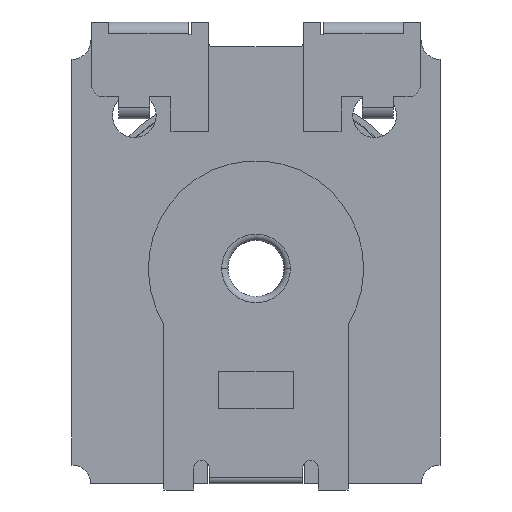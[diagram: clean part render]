
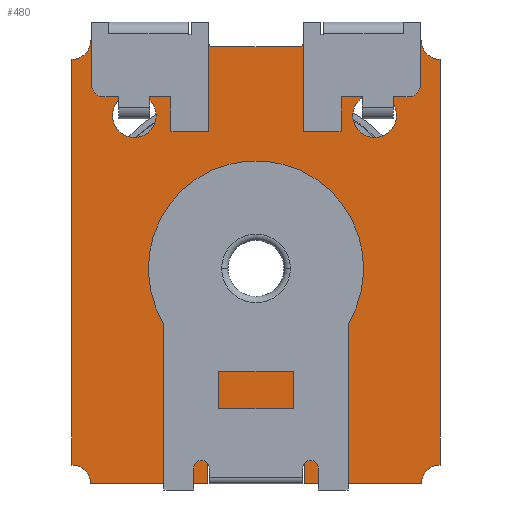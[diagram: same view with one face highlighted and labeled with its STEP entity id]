
A CAD part, front view. The second image highlights one B-rep face of the part: STEP entity #480.
In plain terms, the highlighted planar face has unit normal (0, -1, 0).
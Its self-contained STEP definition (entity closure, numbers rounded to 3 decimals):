
#7=CARTESIAN_POINT('',(-0.991,0.,1.245));
#8=DIRECTION('',(0.,-1.,0.));
#9=DIRECTION('',(1.,0.,0.));
#10=AXIS2_PLACEMENT_3D('',#7,#8,#9);
#12=CARTESIAN_POINT('',(-0.991,0.,1.245));
#13=DIRECTION('',(0.,-1.,0.));
#14=DIRECTION('',(-1.,0.,0.));
#15=AXIS2_PLACEMENT_3D('',#12,#13,#14);
#17=CARTESIAN_POINT('',(0.965,0.,1.245));
#18=DIRECTION('',(0.,-1.,0.));
#19=DIRECTION('',(1.,0.,0.));
#20=AXIS2_PLACEMENT_3D('',#17,#18,#19);
#22=CARTESIAN_POINT('',(0.965,0.,1.245));
#23=DIRECTION('',(0.,-1.,0.));
#24=DIRECTION('',(-1.,0.,0.));
#25=AXIS2_PLACEMENT_3D('',#22,#23,#24);
#27=DIRECTION('',(-1.,0.,0.));
#28=VECTOR('',#27,0.686);
#29=CARTESIAN_POINT('',(0.343,0.,1.803));
#30=LINE('',#29,#28);
#31=DIRECTION('',(1.,0.,0.));
#32=VECTOR('',#31,0.953);
#33=CARTESIAN_POINT('',(0.394,0.,1.854));
#34=LINE('',#33,#32);
#35=CARTESIAN_POINT('',(1.499,0.,1.854));
#36=DIRECTION('',(0.,-1.,0.));
#37=DIRECTION('',(-1.,0.,0.));
#38=AXIS2_PLACEMENT_3D('',#35,#36,#37);
#40=DIRECTION('',(0.,0.,-1.));
#41=VECTOR('',#40,3.302);
#42=CARTESIAN_POINT('',(1.499,0.,1.702));
#43=LINE('',#42,#41);
#44=CARTESIAN_POINT('',(1.499,0.,-1.753));
#45=DIRECTION('',(0.,-1.,0.));
#46=DIRECTION('',(0.,0.,1.));
#47=AXIS2_PLACEMENT_3D('',#44,#45,#46);
#49=DIRECTION('',(-1.,0.,0.));
#50=VECTOR('',#49,0.953);
#51=CARTESIAN_POINT('',(1.346,0.,-1.753));
#52=LINE('',#51,#50);
#53=DIRECTION('',(0.,0.,1.));
#54=VECTOR('',#53,0.203);
#55=CARTESIAN_POINT('',(0.394,0.,-1.753));
#56=LINE('',#55,#54);
#57=DIRECTION('',(1.,0.,0.));
#58=VECTOR('',#57,0.686);
#59=CARTESIAN_POINT('',(-0.343,0.,-1.499));
#60=LINE('',#59,#58);
#61=DIRECTION('',(0.,0.,1.));
#62=VECTOR('',#61,0.203);
#63=CARTESIAN_POINT('',(-0.394,0.,-1.753));
#64=LINE('',#63,#62);
#65=DIRECTION('',(-1.,0.,0.));
#66=VECTOR('',#65,0.953);
#67=CARTESIAN_POINT('',(-0.394,0.,-1.753));
#68=LINE('',#67,#66);
#69=CARTESIAN_POINT('',(-1.499,0.,-1.753));
#70=DIRECTION('',(0.,-1.,0.));
#71=DIRECTION('',(1.,0.,0.));
#72=AXIS2_PLACEMENT_3D('',#69,#70,#71);
#74=DIRECTION('',(0.,0.,1.));
#75=VECTOR('',#74,3.302);
#76=CARTESIAN_POINT('',(-1.499,0.,-1.6));
#77=LINE('',#76,#75);
#78=CARTESIAN_POINT('',(-1.499,0.,1.854));
#79=DIRECTION('',(0.,-1.,0.));
#80=DIRECTION('',(0.,0.,-1.));
#81=AXIS2_PLACEMENT_3D('',#78,#79,#80);
#83=DIRECTION('',(1.,0.,0.));
#84=VECTOR('',#83,0.953);
#85=CARTESIAN_POINT('',(-1.346,0.,1.854));
#86=LINE('',#85,#84);
#87=CARTESIAN_POINT('',(0.,0.,0.));
#88=DIRECTION('',(0.,-1.,0.));
#89=DIRECTION('',(1.,0.,0.));
#90=AXIS2_PLACEMENT_3D('',#87,#88,#89);
#92=CARTESIAN_POINT('',(0.,0.,0.));
#93=DIRECTION('',(0.,-1.,0.));
#94=DIRECTION('',(-1.,0.,0.));
#95=AXIS2_PLACEMENT_3D('',#92,#93,#94);
#224=CARTESIAN_POINT('',(-0.343,0.,1.854));
#225=DIRECTION('',(0.,1.,0.));
#226=DIRECTION('',(0.,0.,-1.));
#227=AXIS2_PLACEMENT_3D('',#224,#225,#226);
#242=CARTESIAN_POINT('',(0.343,0.,1.854));
#243=DIRECTION('',(0.,1.,0.));
#244=DIRECTION('',(1.,0.,0.));
#245=AXIS2_PLACEMENT_3D('',#242,#243,#244);
#280=CARTESIAN_POINT('',(-0.343,0.,-1.549));
#281=DIRECTION('',(0.,1.,0.));
#282=DIRECTION('',(-1.,0.,0.));
#283=AXIS2_PLACEMENT_3D('',#280,#281,#282);
#298=CARTESIAN_POINT('',(0.343,0.,-1.549));
#299=DIRECTION('',(0.,1.,0.));
#300=DIRECTION('',(0.,0.,1.));
#301=AXIS2_PLACEMENT_3D('',#298,#299,#300);
#323=CARTESIAN_POINT('',(-0.394,0.,-1.753));
#325=VERTEX_POINT('',#323);
#327=CARTESIAN_POINT('',(0.394,0.,-1.753));
#329=VERTEX_POINT('',#327);
#331=CARTESIAN_POINT('',(-1.346,0.,-1.753));
#332=CARTESIAN_POINT('',(-1.499,0.,-1.6));
#333=VERTEX_POINT('',#331);
#334=VERTEX_POINT('',#332);
#339=CARTESIAN_POINT('',(1.499,0.,-1.6));
#340=CARTESIAN_POINT('',(1.346,0.,-1.753));
#341=VERTEX_POINT('',#339);
#342=VERTEX_POINT('',#340);
#347=CARTESIAN_POINT('',(-1.499,0.,1.702));
#348=CARTESIAN_POINT('',(-1.346,0.,1.854));
#349=VERTEX_POINT('',#347);
#350=VERTEX_POINT('',#348);
#355=CARTESIAN_POINT('',(1.346,0.,1.854));
#356=CARTESIAN_POINT('',(1.499,0.,1.702));
#357=VERTEX_POINT('',#355);
#358=VERTEX_POINT('',#356);
#363=CARTESIAN_POINT('',(-0.813,0.,1.245));
#364=CARTESIAN_POINT('',(-1.168,0.,1.245));
#365=VERTEX_POINT('',#363);
#366=VERTEX_POINT('',#364);
#371=CARTESIAN_POINT('',(1.143,0.,1.245));
#372=CARTESIAN_POINT('',(0.787,0.,1.245));
#373=VERTEX_POINT('',#371);
#374=VERTEX_POINT('',#372);
#380=CARTESIAN_POINT('',(-0.394,0.,1.854));
#382=VERTEX_POINT('',#380);
#384=CARTESIAN_POINT('',(-0.343,0.,1.803));
#386=VERTEX_POINT('',#384);
#388=CARTESIAN_POINT('',(0.343,0.,1.803));
#390=VERTEX_POINT('',#388);
#392=CARTESIAN_POINT('',(0.394,0.,1.854));
#394=VERTEX_POINT('',#392);
#396=CARTESIAN_POINT('',(-0.343,0.,-1.499));
#398=VERTEX_POINT('',#396);
#400=CARTESIAN_POINT('',(-0.394,0.,-1.549));
#402=VERTEX_POINT('',#400);
#404=CARTESIAN_POINT('',(0.394,0.,-1.549));
#406=VERTEX_POINT('',#404);
#408=CARTESIAN_POINT('',(0.343,0.,-1.499));
#410=VERTEX_POINT('',#408);
#411=CARTESIAN_POINT('',(0.33,0.,0.));
#412=CARTESIAN_POINT('',(-0.33,0.,0.));
#413=VERTEX_POINT('',#411);
#414=VERTEX_POINT('',#412);
#419=CARTESIAN_POINT('',(0.,0.,0.));
#420=DIRECTION('',(0.,1.,0.));
#421=DIRECTION('',(1.,0.,0.));
#422=AXIS2_PLACEMENT_3D('',#419,#420,#421);
#423=PLANE('',#422);
#425=ORIENTED_EDGE('',*,*,#424,.F.);
#427=ORIENTED_EDGE('',*,*,#426,.F.);
#429=ORIENTED_EDGE('',*,*,#428,.T.);
#431=ORIENTED_EDGE('',*,*,#430,.T.);
#433=ORIENTED_EDGE('',*,*,#432,.T.);
#435=ORIENTED_EDGE('',*,*,#434,.T.);
#437=ORIENTED_EDGE('',*,*,#436,.T.);
#439=ORIENTED_EDGE('',*,*,#438,.T.);
#441=ORIENTED_EDGE('',*,*,#440,.F.);
#443=ORIENTED_EDGE('',*,*,#442,.F.);
#445=ORIENTED_EDGE('',*,*,#444,.F.);
#447=ORIENTED_EDGE('',*,*,#446,.F.);
#449=ORIENTED_EDGE('',*,*,#448,.T.);
#451=ORIENTED_EDGE('',*,*,#450,.T.);
#453=ORIENTED_EDGE('',*,*,#452,.T.);
#455=ORIENTED_EDGE('',*,*,#454,.T.);
#457=ORIENTED_EDGE('',*,*,#456,.T.);
#459=ORIENTED_EDGE('',*,*,#458,.F.);
#460=EDGE_LOOP('',(#425,#427,#429,#431,#433,#435,#437,#439,#441,#443,#445,#447,
#449,#451,#453,#455,#457,#459));
#461=FACE_OUTER_BOUND('',#460,.F.);
#463=ORIENTED_EDGE('',*,*,#462,.T.);
#465=ORIENTED_EDGE('',*,*,#464,.T.);
#466=EDGE_LOOP('',(#463,#465));
#467=FACE_BOUND('',#466,.F.);
#469=ORIENTED_EDGE('',*,*,#468,.T.);
#471=ORIENTED_EDGE('',*,*,#470,.T.);
#472=EDGE_LOOP('',(#469,#471));
#473=FACE_BOUND('',#472,.F.);
#475=ORIENTED_EDGE('',*,*,#474,.T.);
#477=ORIENTED_EDGE('',*,*,#476,.T.);
#478=EDGE_LOOP('',(#475,#477));
#479=FACE_BOUND('',#478,.F.);
#11=CIRCLE('',#10,0.178);
#16=CIRCLE('',#15,0.178);
#21=CIRCLE('',#20,0.178);
#26=CIRCLE('',#25,0.178);
#39=CIRCLE('',#38,0.152);
#48=CIRCLE('',#47,0.152);
#73=CIRCLE('',#72,0.152);
#82=CIRCLE('',#81,0.152);
#91=CIRCLE('',#90,0.33);
#96=CIRCLE('',#95,0.33);
#228=CIRCLE('',#227,0.051);
#246=CIRCLE('',#245,0.051);
#284=CIRCLE('',#283,0.051);
#302=CIRCLE('',#301,0.051);
#424=EDGE_CURVE('',#390,#386,#30,.T.);
#426=EDGE_CURVE('',#394,#390,#246,.T.);
#428=EDGE_CURVE('',#394,#357,#34,.T.);
#430=EDGE_CURVE('',#357,#358,#39,.T.);
#432=EDGE_CURVE('',#358,#341,#43,.T.);
#434=EDGE_CURVE('',#341,#342,#48,.T.);
#436=EDGE_CURVE('',#342,#329,#52,.T.);
#438=EDGE_CURVE('',#329,#406,#56,.T.);
#440=EDGE_CURVE('',#410,#406,#302,.T.);
#442=EDGE_CURVE('',#398,#410,#60,.T.);
#444=EDGE_CURVE('',#402,#398,#284,.T.);
#446=EDGE_CURVE('',#325,#402,#64,.T.);
#448=EDGE_CURVE('',#325,#333,#68,.T.);
#450=EDGE_CURVE('',#333,#334,#73,.T.);
#452=EDGE_CURVE('',#334,#349,#77,.T.);
#454=EDGE_CURVE('',#349,#350,#82,.T.);
#456=EDGE_CURVE('',#350,#382,#86,.T.);
#458=EDGE_CURVE('',#386,#382,#228,.T.);
#462=EDGE_CURVE('',#373,#374,#21,.T.);
#464=EDGE_CURVE('',#374,#373,#26,.T.);
#468=EDGE_CURVE('',#365,#366,#11,.T.);
#470=EDGE_CURVE('',#366,#365,#16,.T.);
#474=EDGE_CURVE('',#413,#414,#91,.T.);
#476=EDGE_CURVE('',#414,#413,#96,.T.);
#480=ADVANCED_FACE('',(#461,#467,#473,#479),#423,.F.);
